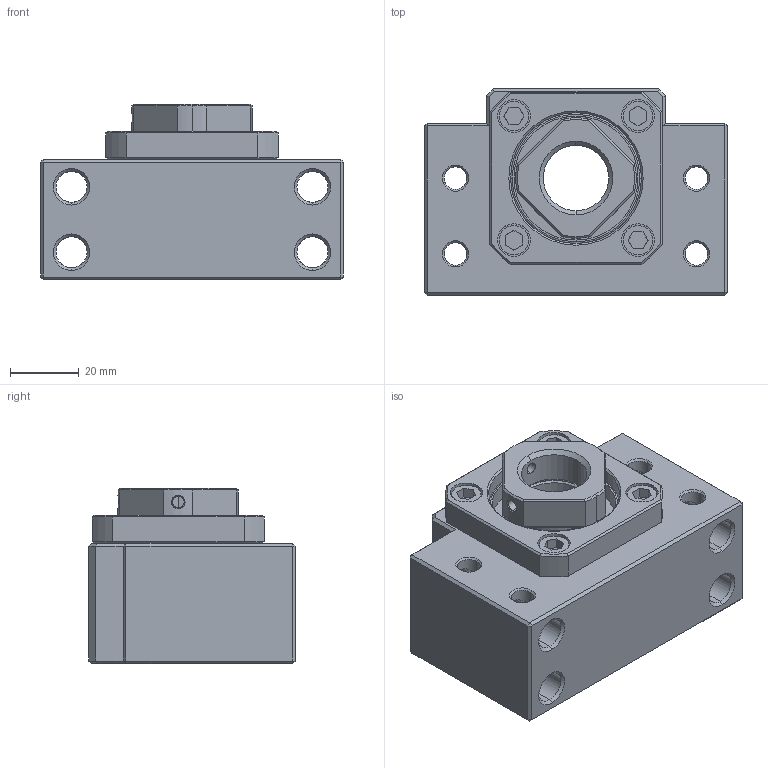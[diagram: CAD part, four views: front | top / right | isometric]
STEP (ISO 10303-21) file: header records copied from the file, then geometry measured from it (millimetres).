
FILE_DESCRIPTION (( 'STEP AP214' ), '1' );
FILE_NAME ('BKN20.step', '2020-09-08T14:36:08', ( '' ), ( '' ), 'SwSTEP 2.0', 'SolidWorks 2020', '' );
FILE_SCHEMA (( 'AUTOMOTIVE_DESIGN' ));
Length unit declared in the file: millimetre
Products named in the file (1): BKN20
Bounding box: 88 x 60 x 51 mm (x, y, z)
Volume: 141944.6 mm3; surface area: 61145.3 mm2
Topology: 15 solids, 15 shells, 453 faces, 1105 edges, 685 vertices
Faces by surface type: cylinder 155, plane 144, cone 78, bspline 76
Entity records: 23705 total; most frequent: CARTESIAN_POINT 8096, ORIENTED_EDGE 2194, DIRECTION 2182, EDGE_CURVE 1097, AXIS2_PLACEMENT_3D 873, VERTEX_POINT 685, EDGE_LOOP 530, CIRCLE 495
